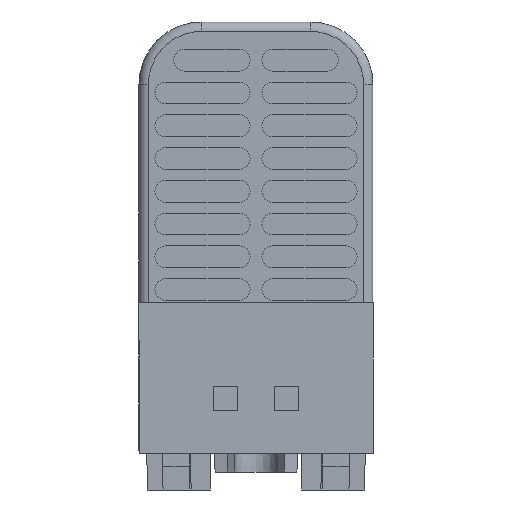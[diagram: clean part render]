
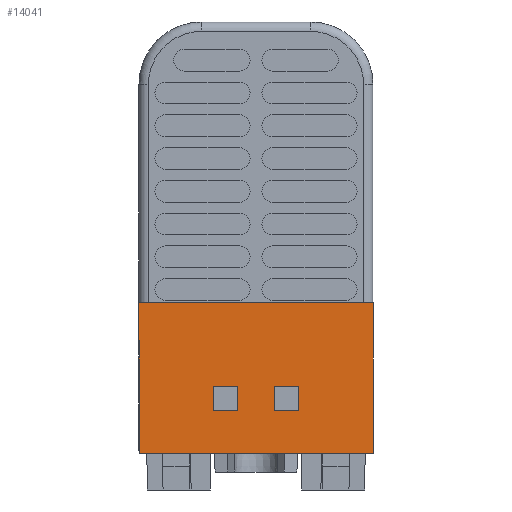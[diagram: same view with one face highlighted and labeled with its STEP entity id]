
A CAD part, front view. The second image highlights one B-rep face of the part: STEP entity #14041.
In plain terms, the highlighted planar face has unit normal (0, -1, 0).
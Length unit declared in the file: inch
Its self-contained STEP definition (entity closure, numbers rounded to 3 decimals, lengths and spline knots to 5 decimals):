
#157 = LINE ( 'NONE', #14906, #14548 ) ;
#226 = EDGE_CURVE ( 'NONE', #4596, #4536, #3587, .T. ) ;
#372 = LINE ( 'NONE', #788, #7409 ) ;
#689 = LINE ( 'NONE', #2966, #8176 ) ;
#776 = ORIENTED_EDGE ( 'NONE', *, *, #3529, .F. ) ;
#788 = CARTESIAN_POINT ( 'NONE',  ( 0.12, -3.86, 0.43 ) ) ;
#982 = VECTOR ( 'NONE', #14903, 39.37008 ) ;
#1408 = LINE ( 'NONE', #13544, #982 ) ;
#1913 = DIRECTION ( 'NONE',  ( 0., 0., 1. ) ) ;
#2658 = ORIENTED_EDGE ( 'NONE', *, *, #7171, .F. ) ;
#2966 = CARTESIAN_POINT ( 'NONE',  ( 0.75, -3.86, 0.965 ) ) ;
#3016 = DIRECTION ( 'NONE',  ( -1., 0., 0. ) ) ;
#3122 = CARTESIAN_POINT ( 'NONE',  ( -0.75, -3.86, 0. ) ) ;
#3131 = VECTOR ( 'NONE', #3206, 39.37008 ) ;
#3206 = DIRECTION ( 'NONE',  ( 0., 0., -1. ) ) ;
#3350 = ORIENTED_EDGE ( 'NONE', *, *, #16065, .F. ) ;
#3395 = AXIS2_PLACEMENT_3D ( 'NONE', #13423, #5095, #14788 ) ;
#3497 = VECTOR ( 'NONE', #14850, 39.37008 ) ;
#3529 = EDGE_CURVE ( 'NONE', #5292, #4596, #7103, .T. ) ;
#3587 = LINE ( 'NONE', #3122, #13811 ) ;
#3641 = EDGE_CURVE ( 'NONE', #12227, #14434, #14237, .T. ) ;
#3890 = CARTESIAN_POINT ( 'NONE',  ( -0.275, -3.86, 0.275 ) ) ;
#3900 = VERTEX_POINT ( 'NONE', #11426 ) ;
#3942 = LINE ( 'NONE', #7984, #3497 ) ;
#4065 = ORIENTED_EDGE ( 'NONE', *, *, #17567, .F. ) ;
#4358 = DIRECTION ( 'NONE',  ( 1., 0., 0. ) ) ;
#4475 = LINE ( 'NONE', #15184, #15094 ) ;
#4536 = VERTEX_POINT ( 'NONE', #12089 ) ;
#4596 = VERTEX_POINT ( 'NONE', #16251 ) ;
#4729 = EDGE_LOOP ( 'NONE', ( #4065, #11133, #15297, #2658 ) ) ;
#4831 = ORIENTED_EDGE ( 'NONE', *, *, #6572, .F. ) ;
#4890 = VERTEX_POINT ( 'NONE', #11641 ) ;
#5095 = DIRECTION ( 'NONE',  ( 0., -1., 0. ) ) ;
#5292 = VERTEX_POINT ( 'NONE', #6177 ) ;
#5403 = ORIENTED_EDGE ( 'NONE', *, *, #13936, .F. ) ;
#5754 = EDGE_CURVE ( 'NONE', #7963, #5292, #689, .T. ) ;
#6109 = ORIENTED_EDGE ( 'NONE', *, *, #3641, .F. ) ;
#6177 = CARTESIAN_POINT ( 'NONE',  ( 0.75, -3.86, 0.965 ) ) ;
#6572 = EDGE_CURVE ( 'NONE', #15439, #3900, #1408, .T. ) ;
#6886 = DIRECTION ( 'NONE',  ( 0., 0., 1. ) ) ;
#7103 = LINE ( 'NONE', #14090, #14028 ) ;
#7171 = EDGE_CURVE ( 'NONE', #12887, #13195, #157, .T. ) ;
#7409 = VECTOR ( 'NONE', #7800, 39.37008 ) ;
#7449 = CARTESIAN_POINT ( 'NONE',  ( -0.275, -3.86, 0.43 ) ) ;
#7800 = DIRECTION ( 'NONE',  ( -1., 0., 0. ) ) ;
#7859 = CARTESIAN_POINT ( 'NONE',  ( -0.12, -3.86, 0.275 ) ) ;
#7870 = PLANE ( 'NONE',  #3395 ) ;
#7963 = VERTEX_POINT ( 'NONE', #13851 ) ;
#7984 = CARTESIAN_POINT ( 'NONE',  ( -0.275, -3.86, 0.43 ) ) ;
#8085 = DIRECTION ( 'NONE',  ( 1., 0., 0. ) ) ;
#8176 = VECTOR ( 'NONE', #4358, 39.37008 ) ;
#8229 = CARTESIAN_POINT ( 'NONE',  ( 0.12, -3.86, 0.275 ) ) ;
#8922 = EDGE_CURVE ( 'NONE', #14196, #4890, #372, .T. ) ;
#8954 = CARTESIAN_POINT ( 'NONE',  ( -0.75, -3.86, 2.765 ) ) ;
#9409 = FACE_OUTER_BOUND ( 'NONE', #16586, .T. ) ;
#10067 = VECTOR ( 'NONE', #1913, 39.37008 ) ;
#10132 = CARTESIAN_POINT ( 'NONE',  ( -0.275, -3.86, 0.275 ) ) ;
#10601 = DIRECTION ( 'NONE',  ( 0., 0., -1. ) ) ;
#10663 = ORIENTED_EDGE ( 'NONE', *, *, #5754, .F. ) ;
#11133 = ORIENTED_EDGE ( 'NONE', *, *, #8922, .F. ) ;
#11426 = CARTESIAN_POINT ( 'NONE',  ( -0.12, -3.86, 0.43 ) ) ;
#11641 = CARTESIAN_POINT ( 'NONE',  ( 0.12, -3.86, 0.43 ) ) ;
#11828 = VECTOR ( 'NONE', #10601, 39.37008 ) ;
#11941 = VECTOR ( 'NONE', #8085, 39.37008 ) ;
#12089 = CARTESIAN_POINT ( 'NONE',  ( -0.75, -3.86, 0. ) ) ;
#12227 = VERTEX_POINT ( 'NONE', #17170 ) ;
#12372 = LINE ( 'NONE', #3890, #11941 ) ;
#12402 = ORIENTED_EDGE ( 'NONE', *, *, #226, .F. ) ;
#12887 = VERTEX_POINT ( 'NONE', #8229 ) ;
#13101 = FACE_BOUND ( 'NONE', #4729, .T. ) ;
#13195 = VERTEX_POINT ( 'NONE', #14534 ) ;
#13371 = ORIENTED_EDGE ( 'NONE', *, *, #14114, .F. ) ;
#13423 = CARTESIAN_POINT ( 'NONE',  ( 0.75, -3.86, 0. ) ) ;
#13544 = CARTESIAN_POINT ( 'NONE',  ( -0.12, -3.86, 0.43 ) ) ;
#13752 = LINE ( 'NONE', #8954, #10067 ) ;
#13811 = VECTOR ( 'NONE', #3016, 39.37008 ) ;
#13851 = CARTESIAN_POINT ( 'NONE',  ( -0.75, -3.86, 0.965 ) ) ;
#13857 = EDGE_LOOP ( 'NONE', ( #6109, #13371, #4831, #3350 ) ) ;
#13936 = EDGE_CURVE ( 'NONE', #4536, #7963, #13752, .T. ) ;
#14028 = VECTOR ( 'NONE', #16796, 39.37008 ) ;
#14041 = ADVANCED_FACE ( 'NONE', ( #13101, #16262, #9409 ), #7870, .T. ) ;
#14090 = CARTESIAN_POINT ( 'NONE',  ( 0.75, -3.86, 2.765 ) ) ;
#14114 = EDGE_CURVE ( 'NONE', #3900, #12227, #3942, .T. ) ;
#14196 = VERTEX_POINT ( 'NONE', #15021 ) ;
#14237 = LINE ( 'NONE', #7449, #3131 ) ;
#14434 = VERTEX_POINT ( 'NONE', #10132 ) ;
#14534 = CARTESIAN_POINT ( 'NONE',  ( 0.275, -3.86, 0.275 ) ) ;
#14548 = VECTOR ( 'NONE', #17609, 39.37008 ) ;
#14788 = DIRECTION ( 'NONE',  ( 0., 0., -1. ) ) ;
#14850 = DIRECTION ( 'NONE',  ( -1., 0., 0. ) ) ;
#14903 = DIRECTION ( 'NONE',  ( 0., 0., 1. ) ) ;
#14906 = CARTESIAN_POINT ( 'NONE',  ( 0.12, -3.86, 0.275 ) ) ;
#15021 = CARTESIAN_POINT ( 'NONE',  ( 0.275, -3.86, 0.43 ) ) ;
#15094 = VECTOR ( 'NONE', #6886, 39.37008 ) ;
#15184 = CARTESIAN_POINT ( 'NONE',  ( 0.275, -3.86, 0.43 ) ) ;
#15297 = ORIENTED_EDGE ( 'NONE', *, *, #15603, .F. ) ;
#15417 = LINE ( 'NONE', #16037, #11828 ) ;
#15439 = VERTEX_POINT ( 'NONE', #7859 ) ;
#15603 = EDGE_CURVE ( 'NONE', #13195, #14196, #4475, .T. ) ;
#16037 = CARTESIAN_POINT ( 'NONE',  ( 0.12, -3.86, 0.43 ) ) ;
#16065 = EDGE_CURVE ( 'NONE', #14434, #15439, #12372, .T. ) ;
#16251 = CARTESIAN_POINT ( 'NONE',  ( 0.75, -3.86, 0. ) ) ;
#16262 = FACE_BOUND ( 'NONE', #13857, .T. ) ;
#16586 = EDGE_LOOP ( 'NONE', ( #10663, #5403, #12402, #776 ) ) ;
#16796 = DIRECTION ( 'NONE',  ( 0., 0., -1. ) ) ;
#17170 = CARTESIAN_POINT ( 'NONE',  ( -0.275, -3.86, 0.43 ) ) ;
#17567 = EDGE_CURVE ( 'NONE', #4890, #12887, #15417, .T. ) ;
#17609 = DIRECTION ( 'NONE',  ( 1., 0., 0. ) ) ;
